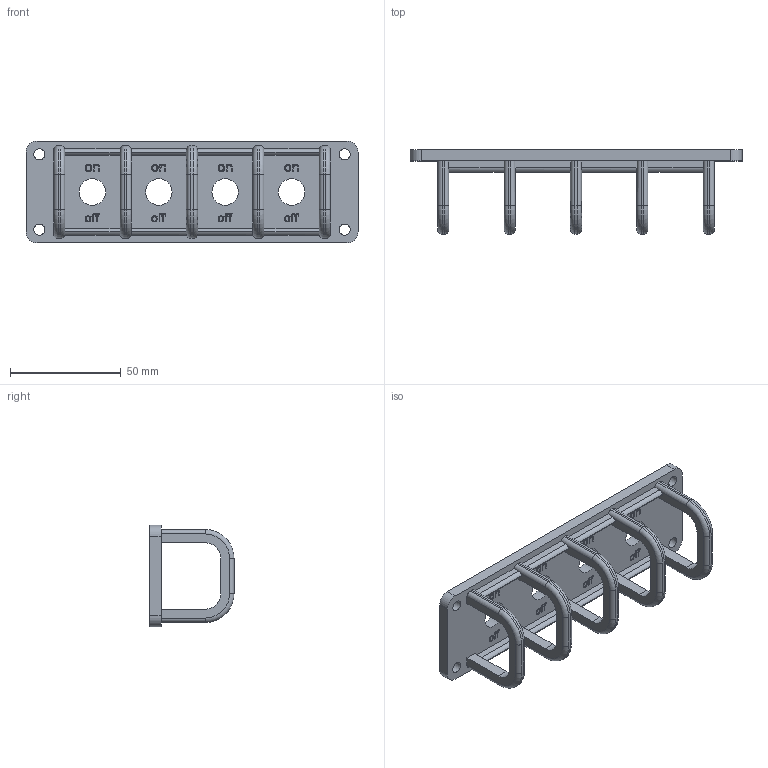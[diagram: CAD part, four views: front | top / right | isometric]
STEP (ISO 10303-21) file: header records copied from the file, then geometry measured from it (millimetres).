
FILE_DESCRIPTION(('FreeCAD Model'),'2;1');
FILE_NAME('Open CASCADE Shape Model','2023-03-17T13:57:14',(''),(''), 'Open CASCADE STEP processor 7.6','FreeCAD','Unknown');
FILE_SCHEMA(('AUTOMOTIVE_DESIGN { 1 0 10303 214 1 1 1 1 }'));
Length unit declared in the file: millimetre
Products named in the file (1): Fusion
Bounding box: 150 x 38 x 46 mm (x, y, z)
Volume: 46578 mm3; surface area: 26207.8 mm2
Topology: 1 solids, 1 shells, 532 faces, 1486 edges, 976 vertices
Faces by surface type: plane 226, bspline 208, cylinder 78, torus 20
Full cylindrical faces by diameter (mm): 5 x4, 12 x4
Entity records: 37283 total; most frequent: CARTESIAN_POINT 10333, DIRECTION 3961, ORIENTED_EDGE 2972, PCURVE 2972, DEFINITIONAL_REPRESENTATION 2972, LINE 2866, VECTOR 2866, EDGE_CURVE 1486
